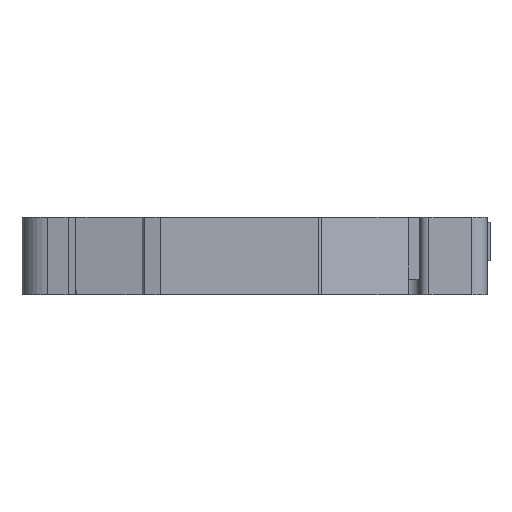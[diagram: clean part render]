
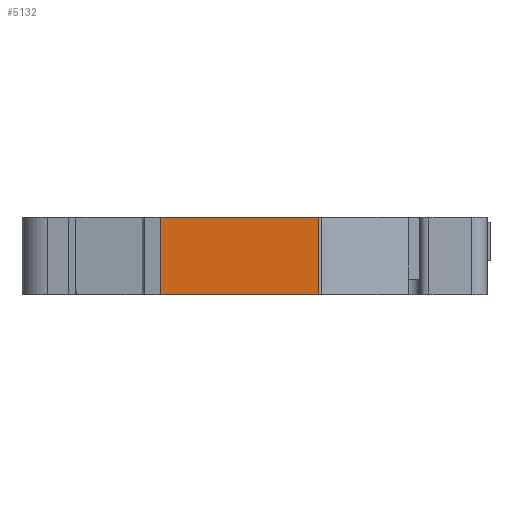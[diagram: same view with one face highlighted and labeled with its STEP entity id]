
A CAD part, left-side view. The second image highlights one B-rep face of the part: STEP entity #5132.
In plain terms, the highlighted planar face has unit normal (-1, 0, 0).
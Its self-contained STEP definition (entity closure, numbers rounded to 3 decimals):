
#148 = VERTEX_POINT ( 'NONE', #6298 ) ;
#278 = VECTOR ( 'NONE', #5919, 1000. ) ;
#1050 = CARTESIAN_POINT ( 'NONE',  ( -19.64, 5.399, 3.956 ) ) ;
#1096 = CARTESIAN_POINT ( 'NONE',  ( -19.64, 5.399, 3.956 ) ) ;
#1606 = VERTEX_POINT ( 'NONE', #1050 ) ;
#2295 = EDGE_CURVE ( 'NONE', #8809, #148, #7661, .T. ) ;
#2919 = CARTESIAN_POINT ( 'NONE',  ( -19.64, 5.399, -1.044 ) ) ;
#4286 = VECTOR ( 'NONE', #6139, 1000. ) ;
#4552 = CARTESIAN_POINT ( 'NONE',  ( -19.64, 5.399, 3.956 ) ) ;
#5132 = ADVANCED_FACE ( 'NONE', ( #10189 ), #8617, .F. ) ;
#5253 = LINE ( 'NONE', #2919, #13117 ) ;
#5497 = ORIENTED_EDGE ( 'NONE', *, *, #8679, .T. ) ;
#5887 = DIRECTION ( 'NONE',  ( 0., -1., 0. ) ) ;
#5919 = DIRECTION ( 'NONE',  ( 0., 0., -1. ) ) ;
#5947 = ORIENTED_EDGE ( 'NONE', *, *, #9092, .F. ) ;
#6139 = DIRECTION ( 'NONE',  ( 0., -1., 0. ) ) ;
#6298 = CARTESIAN_POINT ( 'NONE',  ( -19.64, -4.888, -1.044 ) ) ;
#6758 = ORIENTED_EDGE ( 'NONE', *, *, #2295, .F. ) ;
#6923 = CARTESIAN_POINT ( 'NONE',  ( -19.64, -4.888, 3.956 ) ) ;
#6956 = AXIS2_PLACEMENT_3D ( 'NONE', #1096, #8636, #11272 ) ;
#7577 = EDGE_LOOP ( 'NONE', ( #11496, #6758, #5947, #5497 ) ) ;
#7661 = LINE ( 'NONE', #12061, #9743 ) ;
#7844 = VERTEX_POINT ( 'NONE', #9060 ) ;
#7878 = LINE ( 'NONE', #4552, #4286 ) ;
#8061 = LINE ( 'NONE', #8573, #278 ) ;
#8573 = CARTESIAN_POINT ( 'NONE',  ( -19.64, 5.399, 3.956 ) ) ;
#8617 = PLANE ( 'NONE',  #6956 ) ;
#8636 = DIRECTION ( 'NONE',  ( 1., 0., 0. ) ) ;
#8679 = EDGE_CURVE ( 'NONE', #1606, #7844, #8061, .T. ) ;
#8809 = VERTEX_POINT ( 'NONE', #6923 ) ;
#9060 = CARTESIAN_POINT ( 'NONE',  ( -19.64, 5.399, -1.044 ) ) ;
#9092 = EDGE_CURVE ( 'NONE', #1606, #8809, #7878, .T. ) ;
#9743 = VECTOR ( 'NONE', #11824, 1000. ) ;
#9846 = EDGE_CURVE ( 'NONE', #7844, #148, #5253, .T. ) ;
#10189 = FACE_OUTER_BOUND ( 'NONE', #7577, .T. ) ;
#11272 = DIRECTION ( 'NONE',  ( 0., 0., -1. ) ) ;
#11496 = ORIENTED_EDGE ( 'NONE', *, *, #9846, .T. ) ;
#11824 = DIRECTION ( 'NONE',  ( 0., 0., -1. ) ) ;
#12061 = CARTESIAN_POINT ( 'NONE',  ( -19.64, -4.888, 3.956 ) ) ;
#13117 = VECTOR ( 'NONE', #5887, 1000. ) ;
